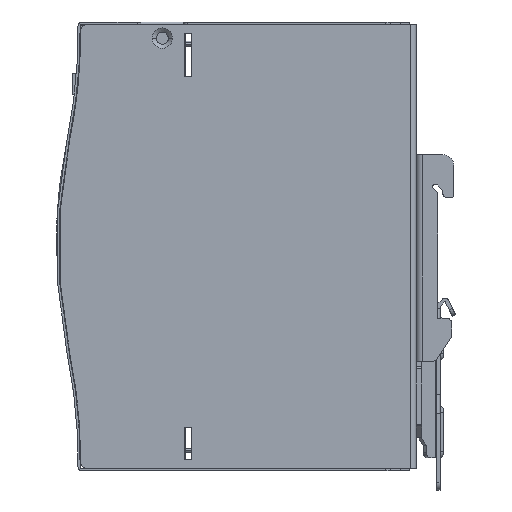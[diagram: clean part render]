
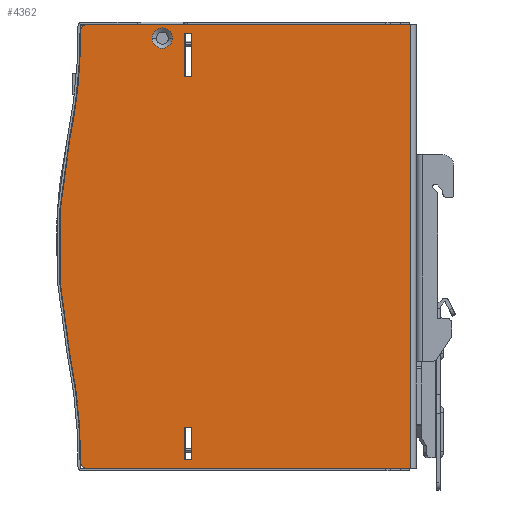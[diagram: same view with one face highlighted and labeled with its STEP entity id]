
A CAD part, front view. The second image highlights one B-rep face of the part: STEP entity #4362.
In plain terms, the highlighted face is planar.
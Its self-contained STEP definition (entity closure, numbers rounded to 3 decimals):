
#1608=FACE_BOUND('',#7698,.T.);
#1609=FACE_BOUND('',#7699,.T.);
#1610=FACE_BOUND('',#7700,.T.);
#1611=FACE_BOUND('',#7701,.T.);
#2646=PLANE('',#33292);
#4362=ADVANCED_FACE('',(#1608,#1609,#1610,#1611),#2646,.T.);
#7698=EDGE_LOOP('',(#16096,#16097,#16098,#16099,#16100,#16101,#16102,#16103,
#16104));
#7699=EDGE_LOOP('',(#16105,#16106,#16107,#16108));
#7700=EDGE_LOOP('',(#16109,#16110,#16111,#16112));
#7701=EDGE_LOOP('',(#16113,#16114));
#8382=CIRCLE('',#33061,2.85);
#8384=CIRCLE('',#33064,2.85);
#8386=CIRCLE('',#33068,2.);
#8501=CIRCLE('',#33247,2.);
#8506=CIRCLE('',#33256,150.);
#8509=CIRCLE('',#33260,150.);
#8511=CIRCLE('',#33263,150.);
#8513=CIRCLE('',#33266,151.477);
#16096=ORIENTED_EDGE('',*,*,#23531,.T.);
#16097=ORIENTED_EDGE('',*,*,#23733,.T.);
#16098=ORIENTED_EDGE('',*,*,#23671,.F.);
#16099=ORIENTED_EDGE('',*,*,#23690,.T.);
#16100=ORIENTED_EDGE('',*,*,#23706,.F.);
#16101=ORIENTED_EDGE('',*,*,#23703,.F.);
#16102=ORIENTED_EDGE('',*,*,#23700,.T.);
#16103=ORIENTED_EDGE('',*,*,#23696,.F.);
#16104=ORIENTED_EDGE('',*,*,#23491,.T.);
#16105=ORIENTED_EDGE('',*,*,#23730,.F.);
#16106=ORIENTED_EDGE('',*,*,#23735,.F.);
#16107=ORIENTED_EDGE('',*,*,#23738,.F.);
#16108=ORIENTED_EDGE('',*,*,#23739,.F.);
#16109=ORIENTED_EDGE('',*,*,#23718,.F.);
#16110=ORIENTED_EDGE('',*,*,#23723,.F.);
#16111=ORIENTED_EDGE('',*,*,#23741,.F.);
#16112=ORIENTED_EDGE('',*,*,#23716,.F.);
#16113=ORIENTED_EDGE('',*,*,#23488,.T.);
#16114=ORIENTED_EDGE('',*,*,#23486,.T.);
#19477=VERTEX_POINT('',#117230);
#19478=VERTEX_POINT('',#117232);
#19480=VERTEX_POINT('',#117242);
#19481=VERTEX_POINT('',#117244);
#19510=VERTEX_POINT('',#117322);
#19605=VERTEX_POINT('',#117605);
#19606=VERTEX_POINT('',#117607);
#19618=VERTEX_POINT('',#117643);
#19620=VERTEX_POINT('',#117656);
#19623=VERTEX_POINT('',#117664);
#19625=VERTEX_POINT('',#117670);
#19631=VERTEX_POINT('',#117694);
#19632=VERTEX_POINT('',#117696);
#19633=VERTEX_POINT('',#117700);
#19636=VERTEX_POINT('',#117708);
#19641=VERTEX_POINT('',#117723);
#19642=VERTEX_POINT('',#117724);
#19643=VERTEX_POINT('',#117732);
#19644=VERTEX_POINT('',#117738);
#23486=EDGE_CURVE('',#19477,#19478,#8382,.T.);
#23488=EDGE_CURVE('',#19478,#19477,#8384,.T.);
#23491=EDGE_CURVE('',#19481,#19480,#8386,.T.);
#23531=EDGE_CURVE('',#19480,#19510,#27326,.T.);
#23671=EDGE_CURVE('',#19605,#19606,#27365,.T.);
#23690=EDGE_CURVE('',#19605,#19618,#8501,.T.);
#23696=EDGE_CURVE('',#19481,#19620,#8506,.T.);
#23700=EDGE_CURVE('',#19623,#19620,#8509,.T.);
#23703=EDGE_CURVE('',#19623,#19625,#8511,.T.);
#23706=EDGE_CURVE('',#19625,#19618,#8513,.T.);
#23716=EDGE_CURVE('',#19631,#19632,#27387,.T.);
#23718=EDGE_CURVE('',#19633,#19631,#27389,.T.);
#23723=EDGE_CURVE('',#19636,#19633,#27394,.T.);
#23730=EDGE_CURVE('',#19641,#19642,#27401,.T.);
#23733=EDGE_CURVE('',#19510,#19606,#27404,.T.);
#23735=EDGE_CURVE('',#19643,#19641,#27406,.T.);
#23738=EDGE_CURVE('',#19644,#19643,#27408,.T.);
#23739=EDGE_CURVE('',#19642,#19644,#27409,.T.);
#23741=EDGE_CURVE('',#19632,#19636,#27410,.T.);
#27326=LINE('',#117323,#30904);
#27365=LINE('',#117606,#30943);
#27387=LINE('',#117695,#30965);
#27389=LINE('',#117699,#30967);
#27394=LINE('',#117709,#30972);
#27401=LINE('',#117722,#30979);
#27404=LINE('',#117728,#30982);
#27406=LINE('',#117733,#30984);
#27408=LINE('',#117739,#30986);
#27409=LINE('',#117741,#30987);
#27410=LINE('',#117746,#30988);
#30904=VECTOR('',#39994,1.);
#30943=VECTOR('',#40331,1.);
#30965=VECTOR('',#40435,1.);
#30967=VECTOR('',#40439,1.);
#30972=VECTOR('',#40446,1.);
#30979=VECTOR('',#40457,1.);
#30982=VECTOR('',#40462,1.);
#30984=VECTOR('',#40468,1.);
#30986=VECTOR('',#40476,1.);
#30987=VECTOR('',#40479,1.);
#30988=VECTOR('',#40488,1.);
#33061=AXIS2_PLACEMENT_3D('',#117233,#39911,#39912);
#33064=AXIS2_PLACEMENT_3D('',#117236,#39917,#39918);
#33068=AXIS2_PLACEMENT_3D('',#117243,#39926,#39927);
#33247=AXIS2_PLACEMENT_3D('',#117644,#40368,#40369);
#33256=AXIS2_PLACEMENT_3D('',#117655,#40387,#40388);
#33260=AXIS2_PLACEMENT_3D('',#117663,#40396,#40397);
#33263=AXIS2_PLACEMENT_3D('',#117669,#40403,#40404);
#33266=AXIS2_PLACEMENT_3D('',#117674,#40410,#40411);
#33292=AXIS2_PLACEMENT_3D('',#117748,#40491,#40492);
#39911=DIRECTION('',(0.,-1.,0.));
#39912=DIRECTION('',(-1.,0.,0.));
#39917=DIRECTION('',(0.,-1.,0.));
#39918=DIRECTION('',(-1.,0.,0.));
#39926=DIRECTION('',(0.,1.,0.));
#39927=DIRECTION('',(1.,0.,0.));
#39994=DIRECTION('',(1.,0.,0.));
#40331=DIRECTION('',(1.,0.,0.));
#40368=DIRECTION('',(0.,1.,0.));
#40369=DIRECTION('',(1.,0.,0.));
#40387=DIRECTION('',(0.,1.,0.));
#40388=DIRECTION('',(0.,0.,-1.));
#40396=DIRECTION('',(0.,1.,0.));
#40397=DIRECTION('',(0.,0.,-1.));
#40403=DIRECTION('',(0.,1.,0.));
#40404=DIRECTION('',(0.,0.,-1.));
#40410=DIRECTION('',(0.,1.,0.));
#40411=DIRECTION('',(0.,0.,-1.));
#40435=DIRECTION('',(0.,0.,-1.));
#40439=DIRECTION('',(1.,0.,0.));
#40446=DIRECTION('',(0.,0.,1.));
#40457=DIRECTION('',(1.,0.,0.));
#40462=DIRECTION('',(0.,0.,-1.));
#40468=DIRECTION('',(0.,0.,1.));
#40476=DIRECTION('',(-1.,0.,0.));
#40479=DIRECTION('',(0.,0.,-1.));
#40488=DIRECTION('',(-1.,0.,0.));
#40491=DIRECTION('',(0.,1.,0.));
#40492=DIRECTION('',(1.,0.,0.));
#117230=CARTESIAN_POINT('',(12.453,45.236,-46.1));
#117232=CARTESIAN_POINT('',(18.153,45.236,-46.1));
#117233=CARTESIAN_POINT('',(15.303,45.236,-46.1));
#117236=CARTESIAN_POINT('',(15.303,45.236,-46.1));
#117242=CARTESIAN_POINT('',(-5.447,45.236,74.));
#117243=CARTESIAN_POINT('',(-5.447,45.236,72.));
#117244=CARTESIAN_POINT('',(-7.447,45.236,72.));
#117322=CARTESIAN_POINT('',(84.453,45.236,74.));
#117323=CARTESIAN_POINT('',(0.,45.236,74.));
#117605=CARTESIAN_POINT('',(-5.455,45.236,-50.));
#117606=CARTESIAN_POINT('',(0.,45.236,-50.));
#117607=CARTESIAN_POINT('',(84.453,45.236,-50.));
#117643=CARTESIAN_POINT('',(-7.455,45.236,-48.));
#117644=CARTESIAN_POINT('',(-5.455,45.236,-48.));
#117655=CARTESIAN_POINT('',(-157.447,45.236,72.019));
#117656=CARTESIAN_POINT('',(-10.48,45.236,42.01));
#117663=CARTESIAN_POINT('',(136.488,45.236,12.));
#117664=CARTESIAN_POINT('',(-10.48,45.236,-18.01));
#117669=CARTESIAN_POINT('',(-157.447,45.236,-48.019));
#117670=CARTESIAN_POINT('',(-8.229,45.236,-32.723));
#117674=CARTESIAN_POINT('',(-158.932,45.236,-48.019));
#117694=CARTESIAN_POINT('',(23.553,45.236,-35.5));
#117695=CARTESIAN_POINT('',(23.553,45.236,-1.814));
#117696=CARTESIAN_POINT('',(23.553,45.236,-47.5));
#117699=CARTESIAN_POINT('',(12.5,45.236,-35.5));
#117700=CARTESIAN_POINT('',(21.553,45.236,-35.5));
#117708=CARTESIAN_POINT('',(21.553,45.236,-47.5));
#117709=CARTESIAN_POINT('',(21.553,45.236,-1.814));
#117722=CARTESIAN_POINT('',(12.6,45.236,71.5));
#117723=CARTESIAN_POINT('',(21.553,45.236,71.5));
#117724=CARTESIAN_POINT('',(23.553,45.236,71.5));
#117728=CARTESIAN_POINT('',(84.453,45.236,0.));
#117732=CARTESIAN_POINT('',(21.553,45.236,62.5));
#117733=CARTESIAN_POINT('',(21.553,45.236,-2.314));
#117738=CARTESIAN_POINT('',(23.553,45.236,62.5));
#117739=CARTESIAN_POINT('',(12.5,45.236,62.5));
#117741=CARTESIAN_POINT('',(23.553,45.236,-2.314));
#117746=CARTESIAN_POINT('',(12.6,45.236,-47.5));
#117748=CARTESIAN_POINT('',(85.903,45.236,0.));
